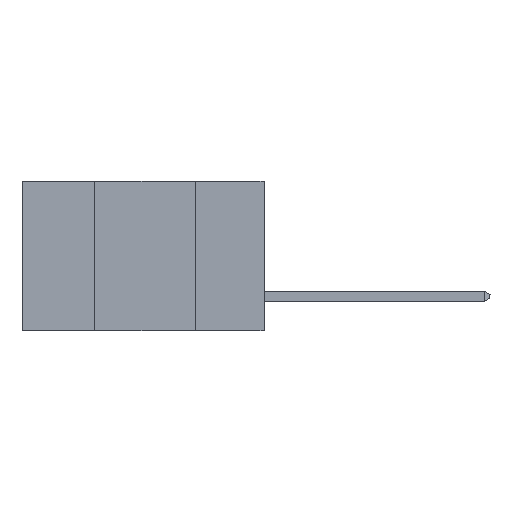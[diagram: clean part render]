
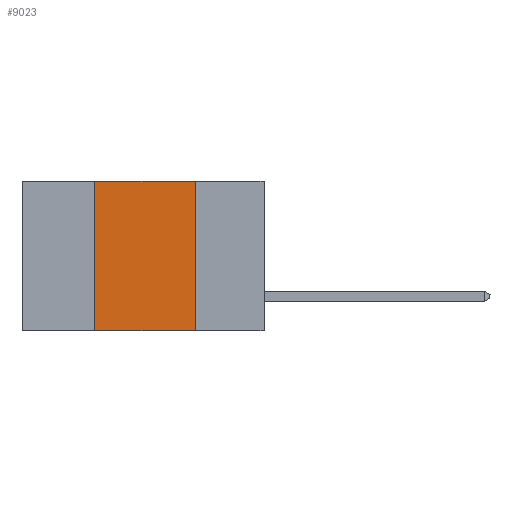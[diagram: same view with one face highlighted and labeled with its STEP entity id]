
A CAD part, left-side view. The second image highlights one B-rep face of the part: STEP entity #9023.
In plain terms, the highlighted planar face has unit normal (-1, 0, 0).
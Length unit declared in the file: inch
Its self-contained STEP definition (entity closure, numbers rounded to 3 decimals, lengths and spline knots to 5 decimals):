
#1 = DIRECTION ( 'NONE',  ( 0., -1., 0. ) ) ;
#190 = DIRECTION ( 'NONE',  ( 0., 0., -1. ) ) ;
#313 = CARTESIAN_POINT ( 'NONE',  ( 0., 0.17, 0. ) ) ;
#648 = CARTESIAN_POINT ( 'NONE',  ( 0., 0.42, -0.37 ) ) ;
#692 = LINE ( 'NONE', #4994, #7752 ) ;
#1249 = CARTESIAN_POINT ( 'NONE',  ( 0., 0.42, 0. ) ) ;
#2050 = ORIENTED_EDGE ( 'NONE', *, *, #7632, .F. ) ;
#2094 = AXIS2_PLACEMENT_3D ( 'NONE', #5171, #6212, #190 ) ;
#2103 = VECTOR ( 'NONE', #6222, 39.37008 ) ;
#2604 = VERTEX_POINT ( 'NONE', #10436 ) ;
#2605 = VECTOR ( 'NONE', #1, 39.37008 ) ;
#2948 = DIRECTION ( 'NONE',  ( 0., -1., 0. ) ) ;
#4038 = LINE ( 'NONE', #8388, #11110 ) ;
#4994 = CARTESIAN_POINT ( 'NONE',  ( 0., 0.6, 0. ) ) ;
#5171 = CARTESIAN_POINT ( 'NONE',  ( 0., 0.6, 0. ) ) ;
#6212 = DIRECTION ( 'NONE',  ( 1., 0., 0. ) ) ;
#6222 = DIRECTION ( 'NONE',  ( 0., 0., 1. ) ) ;
#6392 = VERTEX_POINT ( 'NONE', #8535 ) ;
#7154 = EDGE_CURVE ( 'NONE', #8117, #6392, #11214, .T. ) ;
#7632 = EDGE_CURVE ( 'NONE', #2604, #9653, #692, .T. ) ;
#7752 = VECTOR ( 'NONE', #2948, 39.37008 ) ;
#8117 = VERTEX_POINT ( 'NONE', #648 ) ;
#8379 = EDGE_CURVE ( 'NONE', #8117, #2604, #9924, .T. ) ;
#8388 = CARTESIAN_POINT ( 'NONE',  ( 0., 0.17, 0. ) ) ;
#8472 = ORIENTED_EDGE ( 'NONE', *, *, #12011, .F. ) ;
#8535 = CARTESIAN_POINT ( 'NONE',  ( 0., 0.17, -0.37 ) ) ;
#9023 = ADVANCED_FACE ( 'NONE', ( #11807 ), #12138, .F. ) ;
#9643 = ORIENTED_EDGE ( 'NONE', *, *, #8379, .F. ) ;
#9653 = VERTEX_POINT ( 'NONE', #313 ) ;
#9924 = LINE ( 'NONE', #1249, #2103 ) ;
#10111 = ORIENTED_EDGE ( 'NONE', *, *, #7154, .T. ) ;
#10436 = CARTESIAN_POINT ( 'NONE',  ( 0., 0.42, 0. ) ) ;
#11110 = VECTOR ( 'NONE', #11377, 39.37008 ) ;
#11214 = LINE ( 'NONE', #12039, #2605 ) ;
#11377 = DIRECTION ( 'NONE',  ( 0., 0., -1. ) ) ;
#11569 = EDGE_LOOP ( 'NONE', ( #8472, #2050, #9643, #10111 ) ) ;
#11807 = FACE_OUTER_BOUND ( 'NONE', #11569, .T. ) ;
#12011 = EDGE_CURVE ( 'NONE', #9653, #6392, #4038, .T. ) ;
#12039 = CARTESIAN_POINT ( 'NONE',  ( 0., 0.6, -0.37 ) ) ;
#12138 = PLANE ( 'NONE',  #2094 ) ;
